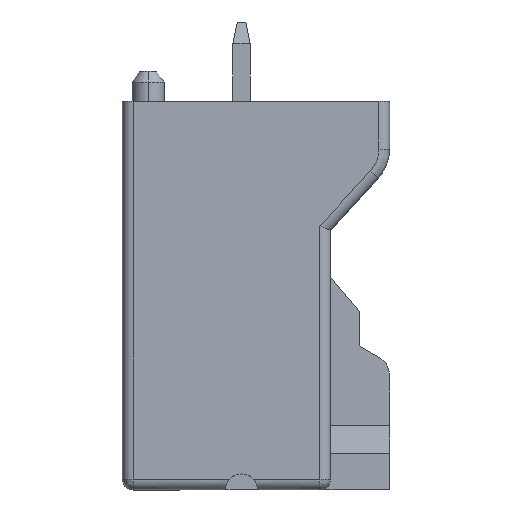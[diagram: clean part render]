
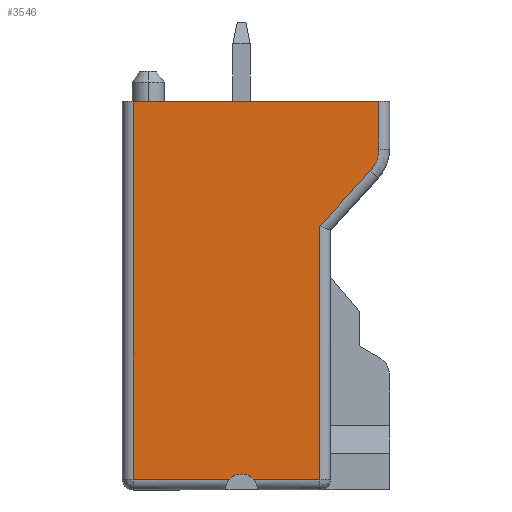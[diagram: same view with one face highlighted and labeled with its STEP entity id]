
A CAD part, left-side view. The second image highlights one B-rep face of the part: STEP entity #3546.
In plain terms, the highlighted planar face has unit normal (-1, 0, 0).
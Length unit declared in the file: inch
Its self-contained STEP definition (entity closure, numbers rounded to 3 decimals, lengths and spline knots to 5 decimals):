
#10 = ORIENTED_EDGE ( 'NONE', *, *, #204, .T. ) ;
#155 = EDGE_LOOP ( 'NONE', ( #2592, #10, #930, #3591, #552, #1711, #3653, #4251, #3814, #4073 ) ) ;
#204 = EDGE_CURVE ( 'NONE', #5072, #1127, #2227, .T. ) ;
#283 = CARTESIAN_POINT ( 'NONE',  ( -0.07609, -0.51422, 0.69646 ) ) ;
#356 = DIRECTION ( 'NONE',  ( 0., -0.676, 0.737 ) ) ;
#414 = VECTOR ( 'NONE', #3913, 39.37008 ) ;
#507 = CARTESIAN_POINT ( 'NONE',  ( -0.07609, -0.24024, 0.09843 ) ) ;
#524 = DIRECTION ( 'NONE',  ( 0., 0., 1. ) ) ;
#552 = ORIENTED_EDGE ( 'NONE', *, *, #4442, .F. ) ;
#557 = VECTOR ( 'NONE', #1643, 39.37008 ) ;
#822 = LINE ( 'NONE', #1230, #1596 ) ;
#869 = CARTESIAN_POINT ( 'NONE',  ( -0.07609, -0.06343, 0.0811 ) ) ;
#890 = VERTEX_POINT ( 'NONE', #3902 ) ;
#930 = ORIENTED_EDGE ( 'NONE', *, *, #991, .T. ) ;
#956 = CARTESIAN_POINT ( 'NONE',  ( -0.07609, -0.06343, 0.09843 ) ) ;
#986 = DIRECTION ( 'NONE',  ( -1., 0., 0. ) ) ;
#991 = EDGE_CURVE ( 'NONE', #1127, #4992, #5360, .T. ) ;
#995 = VERTEX_POINT ( 'NONE', #956 ) ;
#1123 = DIRECTION ( 'NONE',  ( 0., -1., 0. ) ) ;
#1127 = VERTEX_POINT ( 'NONE', #3696 ) ;
#1173 = VERTEX_POINT ( 'NONE', #3390 ) ;
#1182 = EDGE_CURVE ( 'NONE', #3049, #5072, #2942, .T. ) ;
#1200 = DIRECTION ( 'NONE',  ( 0., 0., 1. ) ) ;
#1230 = CARTESIAN_POINT ( 'NONE',  ( -0.07609, -0.40595, 0.0811 ) ) ;
#1326 = DIRECTION ( 'NONE',  ( 0., -1., 0. ) ) ;
#1335 = CARTESIAN_POINT ( 'NONE',  ( -0.07609, -0.05216, 0.0811 ) ) ;
#1409 = AXIS2_PLACEMENT_3D ( 'NONE', #2426, #3277, #1200 ) ;
#1502 = AXIS2_PLACEMENT_3D ( 'NONE', #2974, #2601, #4354 ) ;
#1562 = LINE ( 'NONE', #5029, #2869 ) ;
#1596 = VECTOR ( 'NONE', #2107, 39.37008 ) ;
#1643 = DIRECTION ( 'NONE',  ( 0., -1., 0. ) ) ;
#1661 = VERTEX_POINT ( 'NONE', #507 ) ;
#1669 = PLANE ( 'NONE',  #4963 ) ;
#1711 = ORIENTED_EDGE ( 'NONE', *, *, #2676, .T. ) ;
#2007 = CARTESIAN_POINT ( 'NONE',  ( -0.07609, -0.51422, 0.79134 ) ) ;
#2107 = DIRECTION ( 'NONE',  ( 0., 0., 1. ) ) ;
#2113 = LINE ( 'NONE', #3399, #557 ) ;
#2131 = CARTESIAN_POINT ( 'NONE',  ( -0.07609, -0.40595, 0.56278 ) ) ;
#2227 = B_SPLINE_CURVE_WITH_KNOTS ( 'NONE', 3,
 ( #2465, #4102, #4185, #2900, #283, #4649 ),
 .UNSPECIFIED., .F., .F.,
 ( 4, 2, 4 ),
 ( 0., 0.5, 1. ),
 .UNSPECIFIED. ) ;
#2426 = CARTESIAN_POINT ( 'NONE',  ( -0.07609, -0.26225, 0.07874 ) ) ;
#2465 = CARTESIAN_POINT ( 'NONE',  ( -0.07609, -0.4987, 0.66395 ) ) ;
#2570 = VECTOR ( 'NONE', #5308, 39.37008 ) ;
#2592 = ORIENTED_EDGE ( 'NONE', *, *, #1182, .T. ) ;
#2601 = DIRECTION ( 'NONE',  ( 1., 0., 0. ) ) ;
#2676 = EDGE_CURVE ( 'NONE', #995, #1661, #2113, .T. ) ;
#2730 = CARTESIAN_POINT ( 'NONE',  ( -0.07609, -0.54616, 0.79134 ) ) ;
#2869 = VECTOR ( 'NONE', #1123, 39.37008 ) ;
#2900 = CARTESIAN_POINT ( 'NONE',  ( -0.07609, -0.51288, 0.68933 ) ) ;
#2920 = CARTESIAN_POINT ( 'NONE',  ( -0.07609, -0.28426, 0.09843 ) ) ;
#2942 = LINE ( 'NONE', #4696, #3518 ) ;
#2958 = CARTESIAN_POINT ( 'NONE',  ( -0.07609, -0.4987, 0.66395 ) ) ;
#2974 = CARTESIAN_POINT ( 'NONE',  ( -0.07609, -0.26225, 0.07874 ) ) ;
#3049 = VERTEX_POINT ( 'NONE', #2131 ) ;
#3080 = CARTESIAN_POINT ( 'NONE',  ( -0.07609, -0.51422, 0.0811 ) ) ;
#3277 = DIRECTION ( 'NONE',  ( 1., 0., 0. ) ) ;
#3390 = CARTESIAN_POINT ( 'NONE',  ( -0.07609, -0.06343, 0.79134 ) ) ;
#3399 = CARTESIAN_POINT ( 'NONE',  ( -0.07609, -0.05216, 0.09843 ) ) ;
#3518 = VECTOR ( 'NONE', #356, 39.37008 ) ;
#3546 = ADVANCED_FACE ( 'NONE', ( #4240 ), #1669, .T. ) ;
#3591 = ORIENTED_EDGE ( 'NONE', *, *, #5521, .F. ) ;
#3653 = ORIENTED_EDGE ( 'NONE', *, *, #5301, .T. ) ;
#3696 = CARTESIAN_POINT ( 'NONE',  ( -0.07609, -0.51422, 0.70386 ) ) ;
#3804 = VERTEX_POINT ( 'NONE', #5087 ) ;
#3814 = ORIENTED_EDGE ( 'NONE', *, *, #4971, .T. ) ;
#3864 = CIRCLE ( 'NONE', #1409, 0.02953 ) ;
#3902 = CARTESIAN_POINT ( 'NONE',  ( -0.07609, -0.26225, 0.10827 ) ) ;
#3913 = DIRECTION ( 'NONE',  ( 0., 0., 1. ) ) ;
#4073 = ORIENTED_EDGE ( 'NONE', *, *, #4905, .T. ) ;
#4102 = CARTESIAN_POINT ( 'NONE',  ( -0.07609, -0.50368, 0.66939 ) ) ;
#4185 = CARTESIAN_POINT ( 'NONE',  ( -0.07609, -0.50752, 0.67557 ) ) ;
#4240 = FACE_OUTER_BOUND ( 'NONE', #155, .T. ) ;
#4251 = ORIENTED_EDGE ( 'NONE', *, *, #5258, .T. ) ;
#4354 = DIRECTION ( 'NONE',  ( 0., 0., 1. ) ) ;
#4376 = LINE ( 'NONE', #2730, #5217 ) ;
#4442 = EDGE_CURVE ( 'NONE', #995, #1173, #4693, .T. ) ;
#4649 = CARTESIAN_POINT ( 'NONE',  ( -0.07609, -0.51422, 0.70386 ) ) ;
#4693 = LINE ( 'NONE', #869, #414 ) ;
#4696 = CARTESIAN_POINT ( 'NONE',  ( -0.07609, -0.40595, 0.56278 ) ) ;
#4856 = CIRCLE ( 'NONE', #1502, 0.02953 ) ;
#4905 = EDGE_CURVE ( 'NONE', #3804, #3049, #822, .T. ) ;
#4963 = AXIS2_PLACEMENT_3D ( 'NONE', #1335, #986, #524 ) ;
#4971 = EDGE_CURVE ( 'NONE', #5275, #3804, #1562, .T. ) ;
#4992 = VERTEX_POINT ( 'NONE', #2007 ) ;
#5029 = CARTESIAN_POINT ( 'NONE',  ( -0.07609, -0.05216, 0.09843 ) ) ;
#5072 = VERTEX_POINT ( 'NONE', #2958 ) ;
#5087 = CARTESIAN_POINT ( 'NONE',  ( -0.07609, -0.40595, 0.09843 ) ) ;
#5217 = VECTOR ( 'NONE', #1326, 39.37008 ) ;
#5258 = EDGE_CURVE ( 'NONE', #890, #5275, #3864, .T. ) ;
#5275 = VERTEX_POINT ( 'NONE', #2920 ) ;
#5301 = EDGE_CURVE ( 'NONE', #1661, #890, #4856, .T. ) ;
#5308 = DIRECTION ( 'NONE',  ( 0., 0., 1. ) ) ;
#5360 = LINE ( 'NONE', #3080, #2570 ) ;
#5521 = EDGE_CURVE ( 'NONE', #1173, #4992, #4376, .T. ) ;
